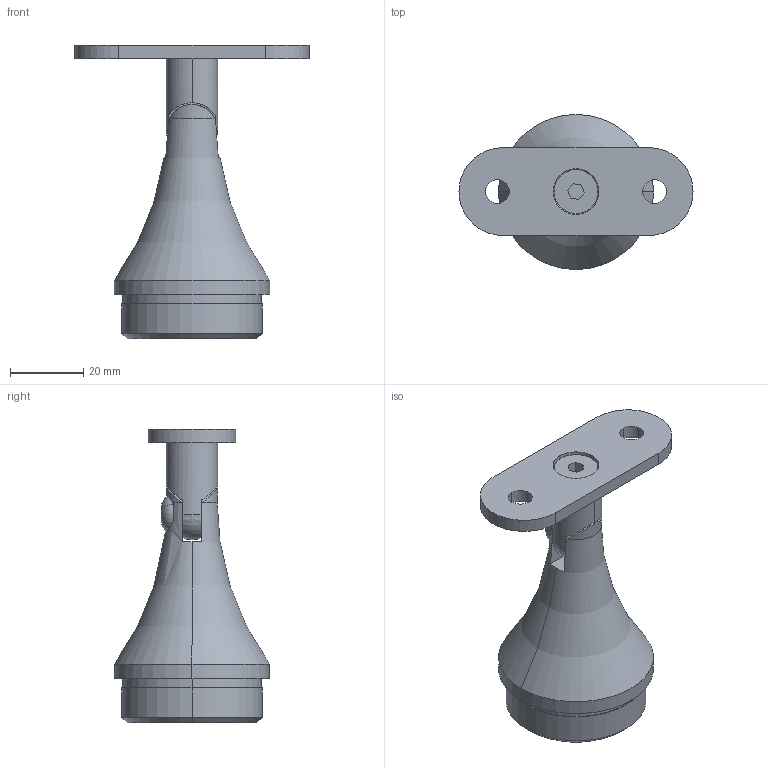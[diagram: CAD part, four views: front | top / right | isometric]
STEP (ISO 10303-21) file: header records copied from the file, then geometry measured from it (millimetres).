
FILE_DESCRIPTION (( 'STEP AP214' ), '1' );
FILE_NAME ('A_0716-000.STEP', '2022-04-22T07:38:51', ( '' ), ( '' ), 'SwSTEP 2.0', 'SolidWorks 2019', '' );
FILE_SCHEMA (( 'AUTOMOTIVE_DESIGN' ));
Length unit declared in the file: millimetre
Products named in the file (6): Skrutka DIN 7991_Skrutka M 6x 10; SKRUTKA stn iso 7380_M6x10; A_0716-000; A-0716-000-P2; A-0716-000-P1; A-1800-000
Assembly tree (5 placements, depth 2):
  A_0716-000
    Skrutka DIN 7991_Skrutka M 6x 10
    SKRUTKA stn iso 7380_M6x10
    A-0716-000-P2
    A-0716-000-P1
    A-1800-000
Bounding box: 64 x 42.4 x 80.2 mm (x, y, z)
Volume: 22616.9 mm3; surface area: 16043.3 mm2
Topology: 5 solids, 5 shells, 118 faces, 274 edges, 171 vertices
Faces by surface type: cylinder 44, plane 41, cone 24, torus 8, sphere 1
Entity records: 3940 total; most frequent: CARTESIAN_POINT 904, DIRECTION 606, ORIENTED_EDGE 538, EDGE_CURVE 269, AXIS2_PLACEMENT_3D 251, VERTEX_POINT 169, EDGE_LOOP 136, CIRCLE 125
